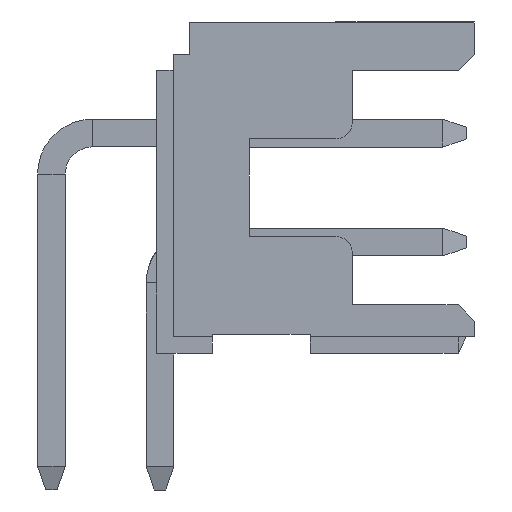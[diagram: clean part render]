
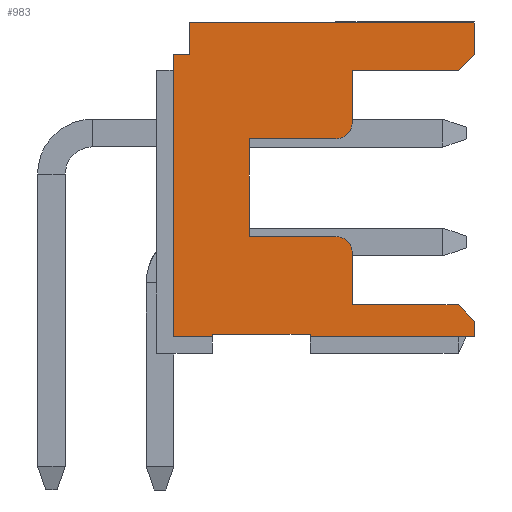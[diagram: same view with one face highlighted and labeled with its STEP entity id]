
A CAD part, left-side view. The second image highlights one B-rep face of the part: STEP entity #983.
In plain terms, the highlighted planar face has unit normal (-1, 0, 0).
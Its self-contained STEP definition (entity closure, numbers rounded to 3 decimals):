
#22 = VERTEX_POINT('',#23);
#23 = CARTESIAN_POINT('',(-21.,0.108,0.318));
#31 = EDGE_CURVE('',#32,#22,#34,.T.);
#32 = VERTEX_POINT('',#33);
#33 = CARTESIAN_POINT('',(-21.,0.108,0.608));
#34 = LINE('',#35,#36);
#35 = CARTESIAN_POINT('',(-21.,0.108,0.608));
#36 = VECTOR('',#37,1.);
#37 = DIRECTION('',(0.,0.,-1.));
#216 = VERTEX_POINT('',#217);
#217 = CARTESIAN_POINT('',(-21.,3.133,0.318));
#223 = EDGE_CURVE('',#22,#216,#224,.T.);
#224 = LINE('',#225,#226);
#225 = CARTESIAN_POINT('',(-21.,0.108,0.318));
#226 = VECTOR('',#227,1.);
#227 = DIRECTION('',(0.,1.,0.));
#638 = VERTEX_POINT('',#639);
#639 = CARTESIAN_POINT('',(-21.,3.133,0.368));
#645 = EDGE_CURVE('',#216,#638,#646,.T.);
#646 = LINE('',#647,#648);
#647 = CARTESIAN_POINT('',(-21.,3.133,0.318));
#648 = VECTOR('',#649,1.);
#649 = DIRECTION('',(0.,0.,1.));
#949 = EDGE_CURVE('',#950,#32,#952,.T.);
#950 = VERTEX_POINT('',#951);
#951 = CARTESIAN_POINT('',(-21.,0.408,0.908));
#952 = LINE('',#953,#954);
#953 = CARTESIAN_POINT('',(-21.,0.408,0.908));
#954 = VECTOR('',#955,1.);
#955 = DIRECTION('',(0.,-0.707,-0.707));
#983 = ADVANCED_FACE('',(#984),#1134,.T.);
#984 = FACE_BOUND('',#985,.F.);
#985 = EDGE_LOOP('',(#986,#987,#988,#996,#1004,#1012,#1020,#1028,#1036,
    #1044,#1052,#1060,#1068,#1076,#1085,#1093,#1101,#1109,#1118,#1126,
    #1132,#1133));
#986 = ORIENTED_EDGE('',*,*,#223,.T.);
#987 = ORIENTED_EDGE('',*,*,#645,.T.);
#988 = ORIENTED_EDGE('',*,*,#989,.T.);
#989 = EDGE_CURVE('',#638,#990,#992,.T.);
#990 = VERTEX_POINT('',#991);
#991 = CARTESIAN_POINT('',(-21.,4.933,0.368));
#992 = LINE('',#993,#994);
#993 = CARTESIAN_POINT('',(-21.,3.133,0.368));
#994 = VECTOR('',#995,1.);
#995 = DIRECTION('',(0.,1.,0.));
#996 = ORIENTED_EDGE('',*,*,#997,.T.);
#997 = EDGE_CURVE('',#990,#998,#1000,.T.);
#998 = VERTEX_POINT('',#999);
#999 = CARTESIAN_POINT('',(-21.,4.933,0.318));
#1000 = LINE('',#1001,#1002);
#1001 = CARTESIAN_POINT('',(-21.,4.933,0.368));
#1002 = VECTOR('',#1003,1.);
#1003 = DIRECTION('',(0.,0.,-1.));
#1004 = ORIENTED_EDGE('',*,*,#1005,.F.);
#1005 = EDGE_CURVE('',#1006,#998,#1008,.T.);
#1006 = VERTEX_POINT('',#1007);
#1007 = CARTESIAN_POINT('',(-21.,5.658,0.318));
#1008 = LINE('',#1009,#1010);
#1009 = CARTESIAN_POINT('',(-21.,5.658,0.318));
#1010 = VECTOR('',#1011,1.);
#1011 = DIRECTION('',(0.,-1.,0.));
#1012 = ORIENTED_EDGE('',*,*,#1013,.T.);
#1013 = EDGE_CURVE('',#1006,#1014,#1016,.T.);
#1014 = VERTEX_POINT('',#1015);
#1015 = CARTESIAN_POINT('',(-21.,5.658,5.518));
#1016 = LINE('',#1017,#1018);
#1017 = CARTESIAN_POINT('',(-21.,5.658,0.318));
#1018 = VECTOR('',#1019,1.);
#1019 = DIRECTION('',(0.,0.,1.));
#1020 = ORIENTED_EDGE('',*,*,#1021,.F.);
#1021 = EDGE_CURVE('',#1022,#1014,#1024,.T.);
#1022 = VERTEX_POINT('',#1023);
#1023 = CARTESIAN_POINT('',(-21.,5.358,5.518));
#1024 = LINE('',#1025,#1026);
#1025 = CARTESIAN_POINT('',(-21.,5.358,5.518));
#1026 = VECTOR('',#1027,1.);
#1027 = DIRECTION('',(0.,1.,0.));
#1028 = ORIENTED_EDGE('',*,*,#1029,.F.);
#1029 = EDGE_CURVE('',#1030,#1022,#1032,.T.);
#1030 = VERTEX_POINT('',#1031);
#1031 = CARTESIAN_POINT('',(-21.,5.358,6.118));
#1032 = LINE('',#1033,#1034);
#1033 = CARTESIAN_POINT('',(-21.,5.358,6.118));
#1034 = VECTOR('',#1035,1.);
#1035 = DIRECTION('',(0.,0.,-1.));
#1036 = ORIENTED_EDGE('',*,*,#1037,.T.);
#1037 = EDGE_CURVE('',#1030,#1038,#1040,.T.);
#1038 = VERTEX_POINT('',#1039);
#1039 = CARTESIAN_POINT('',(-21.,0.108,6.118));
#1040 = LINE('',#1041,#1042);
#1041 = CARTESIAN_POINT('',(-21.,5.358,6.118));
#1042 = VECTOR('',#1043,1.);
#1043 = DIRECTION('',(0.,-1.,0.));
#1044 = ORIENTED_EDGE('',*,*,#1045,.T.);
#1045 = EDGE_CURVE('',#1038,#1046,#1048,.T.);
#1046 = VERTEX_POINT('',#1047);
#1047 = CARTESIAN_POINT('',(-21.,0.108,5.528));
#1048 = LINE('',#1049,#1050);
#1049 = CARTESIAN_POINT('',(-21.,0.108,6.118));
#1050 = VECTOR('',#1051,1.);
#1051 = DIRECTION('',(0.,0.,-1.));
#1052 = ORIENTED_EDGE('',*,*,#1053,.F.);
#1053 = EDGE_CURVE('',#1054,#1046,#1056,.T.);
#1054 = VERTEX_POINT('',#1055);
#1055 = CARTESIAN_POINT('',(-21.,0.408,5.228));
#1056 = LINE('',#1057,#1058);
#1057 = CARTESIAN_POINT('',(-21.,0.408,5.228));
#1058 = VECTOR('',#1059,1.);
#1059 = DIRECTION('',(0.,-0.707,0.707));
#1060 = ORIENTED_EDGE('',*,*,#1061,.T.);
#1061 = EDGE_CURVE('',#1054,#1062,#1064,.T.);
#1062 = VERTEX_POINT('',#1063);
#1063 = CARTESIAN_POINT('',(-21.,2.358,5.228));
#1064 = LINE('',#1065,#1066);
#1065 = CARTESIAN_POINT('',(-21.,0.408,5.228));
#1066 = VECTOR('',#1067,1.);
#1067 = DIRECTION('',(0.,1.,0.));
#1068 = ORIENTED_EDGE('',*,*,#1069,.T.);
#1069 = EDGE_CURVE('',#1062,#1070,#1072,.T.);
#1070 = VERTEX_POINT('',#1071);
#1071 = CARTESIAN_POINT('',(-21.,2.358,4.268));
#1072 = LINE('',#1073,#1074);
#1073 = CARTESIAN_POINT('',(-21.,2.358,5.228));
#1074 = VECTOR('',#1075,1.);
#1075 = DIRECTION('',(0.,0.,-1.));
#1076 = ORIENTED_EDGE('',*,*,#1077,.F.);
#1077 = EDGE_CURVE('',#1078,#1070,#1080,.T.);
#1078 = VERTEX_POINT('',#1079);
#1079 = CARTESIAN_POINT('',(-21.,2.658,3.968));
#1080 = CIRCLE('',#1081,0.3);
#1081 = AXIS2_PLACEMENT_3D('',#1082,#1083,#1084);
#1082 = CARTESIAN_POINT('',(-21.,2.658,4.268));
#1083 = DIRECTION('',(-1.,0.,0.));
#1084 = DIRECTION('',(0.,0.,-1.));
#1085 = ORIENTED_EDGE('',*,*,#1086,.T.);
#1086 = EDGE_CURVE('',#1078,#1087,#1089,.T.);
#1087 = VERTEX_POINT('',#1088);
#1088 = CARTESIAN_POINT('',(-21.,4.258,3.968));
#1089 = LINE('',#1090,#1091);
#1090 = CARTESIAN_POINT('',(-21.,2.658,3.968));
#1091 = VECTOR('',#1092,1.);
#1092 = DIRECTION('',(0.,1.,0.));
#1093 = ORIENTED_EDGE('',*,*,#1094,.T.);
#1094 = EDGE_CURVE('',#1087,#1095,#1097,.T.);
#1095 = VERTEX_POINT('',#1096);
#1096 = CARTESIAN_POINT('',(-21.,4.258,2.168));
#1097 = LINE('',#1098,#1099);
#1098 = CARTESIAN_POINT('',(-21.,4.258,3.968));
#1099 = VECTOR('',#1100,1.);
#1100 = DIRECTION('',(0.,0.,-1.));
#1101 = ORIENTED_EDGE('',*,*,#1102,.F.);
#1102 = EDGE_CURVE('',#1103,#1095,#1105,.T.);
#1103 = VERTEX_POINT('',#1104);
#1104 = CARTESIAN_POINT('',(-21.,2.658,2.168));
#1105 = LINE('',#1106,#1107);
#1106 = CARTESIAN_POINT('',(-21.,2.658,2.168));
#1107 = VECTOR('',#1108,1.);
#1108 = DIRECTION('',(0.,1.,0.));
#1109 = ORIENTED_EDGE('',*,*,#1110,.F.);
#1110 = EDGE_CURVE('',#1111,#1103,#1113,.T.);
#1111 = VERTEX_POINT('',#1112);
#1112 = CARTESIAN_POINT('',(-21.,2.358,1.868));
#1113 = CIRCLE('',#1114,0.3);
#1114 = AXIS2_PLACEMENT_3D('',#1115,#1116,#1117);
#1115 = CARTESIAN_POINT('',(-21.,2.658,1.868));
#1116 = DIRECTION('',(-1.,0.,0.));
#1117 = DIRECTION('',(0.,-1.,0.));
#1118 = ORIENTED_EDGE('',*,*,#1119,.T.);
#1119 = EDGE_CURVE('',#1111,#1120,#1122,.T.);
#1120 = VERTEX_POINT('',#1121);
#1121 = CARTESIAN_POINT('',(-21.,2.358,0.908));
#1122 = LINE('',#1123,#1124);
#1123 = CARTESIAN_POINT('',(-21.,2.358,1.868));
#1124 = VECTOR('',#1125,1.);
#1125 = DIRECTION('',(0.,0.,-1.));
#1126 = ORIENTED_EDGE('',*,*,#1127,.F.);
#1127 = EDGE_CURVE('',#950,#1120,#1128,.T.);
#1128 = LINE('',#1129,#1130);
#1129 = CARTESIAN_POINT('',(-21.,0.408,0.908));
#1130 = VECTOR('',#1131,1.);
#1131 = DIRECTION('',(0.,1.,0.));
#1132 = ORIENTED_EDGE('',*,*,#949,.T.);
#1133 = ORIENTED_EDGE('',*,*,#31,.T.);
#1134 = PLANE('',#1135);
#1135 = AXIS2_PLACEMENT_3D('',#1136,#1137,#1138);
#1136 = CARTESIAN_POINT('',(-21.,5.958,6.118));
#1137 = DIRECTION('',(-1.,0.,0.));
#1138 = DIRECTION('',(0.,0.,-1.));
